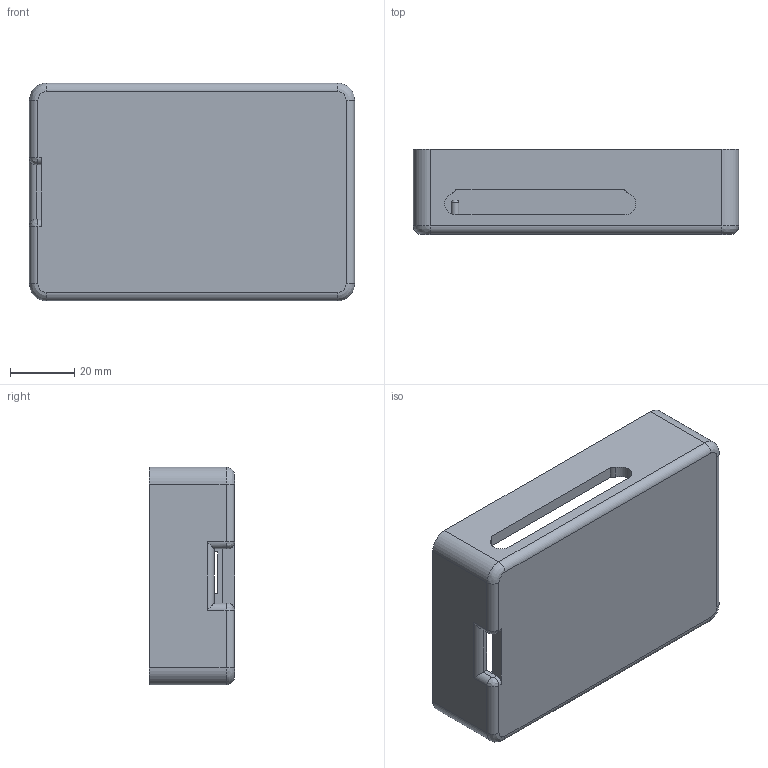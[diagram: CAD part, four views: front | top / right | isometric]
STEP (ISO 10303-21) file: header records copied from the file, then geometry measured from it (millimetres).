
FILE_DESCRIPTION(/* description */ (''),/* implementation_level */ '2;1');
FILE_NAME(/* name */ 'Raspberry Pi 4 Case v17.step',/* time_stamp */ '2020-07-01T14:55:39+03:00',/* author */ (''),/* organization */ (''),/* preprocessor_version */ 'ST-DEVELOPER v18.1',/* originating_system */ 'Autodesk Translation Framework v9.3.0.1241',/* authorisation */ '');
FILE_SCHEMA (('AUTOMOTIVE_DESIGN { 1 0 10303 214 3 1 1 }'));
Length unit declared in the file: millimetre
Products named in the file (2): Raspberry Pi 4 Case; Plastic Case
Assembly tree (1 placements, depth 2):
  Raspberry Pi 4 Case
    Plastic Case
Bounding box: 101.23 x 26.5 x 67.84 mm (x, y, z)
Volume: 46077.1 mm3; surface area: 27549.2 mm2
Topology: 1 solids, 1 shells, 93 faces, 248 edges, 160 vertices
Faces by surface type: plane 48, cylinder 35, bspline 10
Full cylindrical faces by diameter (mm): 2.3 x4
Entity records: 3106 total; most frequent: CARTESIAN_POINT 656, DIRECTION 506, ORIENTED_EDGE 496, EDGE_CURVE 248, AXIS2_PLACEMENT_3D 172, LINE 162, VECTOR 162, VERTEX_POINT 160
